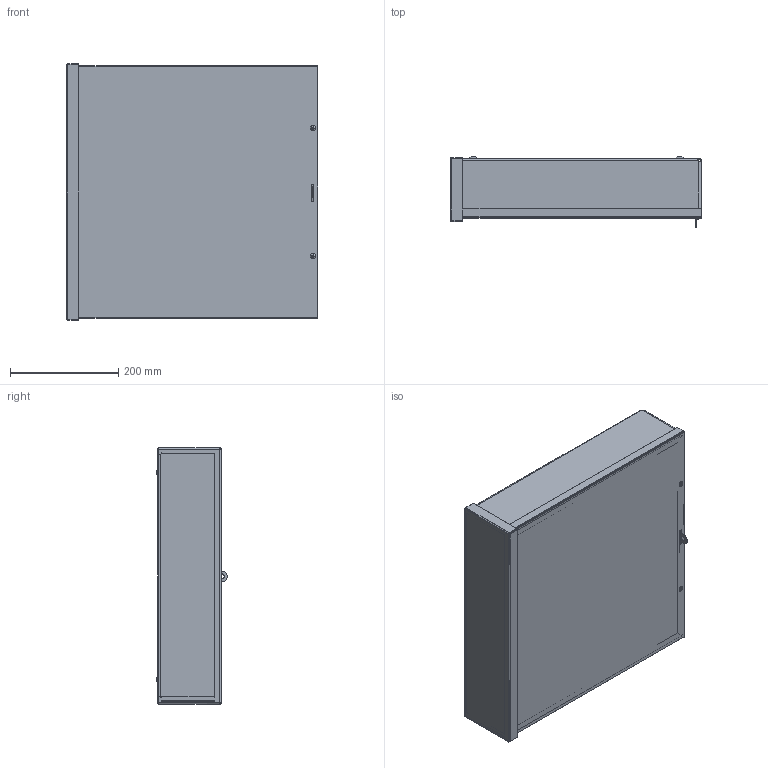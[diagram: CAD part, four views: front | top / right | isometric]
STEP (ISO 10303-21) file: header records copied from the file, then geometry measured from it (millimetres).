
FILE_DESCRIPTION(/* description */ ('RSC181804GNK, WRAP 18X18X4'),/* implementation_level */ '2;1');
FILE_NAME(/* name */ 'RSC181804GNK.iam.stp',/* time_stamp */ '2014-04-17T12:36:43-06:00',/* author */ ('kadelman'),/* organization */ (''),/* preprocessor_version */ 'ST-DEVELOPER v15.2',/* originating_system */ 'Autodesk Inventor 2014',/* authorisation */ '');
FILE_SCHEMA (('AUTOMOTIVE_DESIGN { 1 0 10303 214 3 1 1 }'));
Length unit declared in the file: inch
Products named in the file (7): RSC181804GNK_WRAP; RSC1818GNK_LID; RSC1804GNK_CAP; 3183; RSC1818GNK_BKP; 34056; RSC181804GNK
Bounding box: 463.56 x 130.16 x 473.07 mm (x, y, z)
Volume: 1212687.9 mm3; surface area: 1552670.7 mm2
Topology: 7 solids, 7 shells, 377 faces, 917 edges, 557 vertices
Faces by surface type: plane 163, cylinder 78, bspline 54, torus 36, cone 28, sphere 18
Full cylindrical faces by diameter (mm): 3.175 x2, 3.759 x2, 3.962 x1, 4.166 x2, 4.191 x1, 5.803 x1, 7.62 x4, 7.95 x4, 9.525 x1, 9.754 x2
Entity records: 11256 total; most frequent: CARTESIAN_POINT 3491, ORIENTED_EDGE 1484, DIRECTION 1373, EDGE_CURVE 742, VERTEX_POINT 478, EDGE_LOOP 458, AXIS2_PLACEMENT_3D 458, LINE 457
